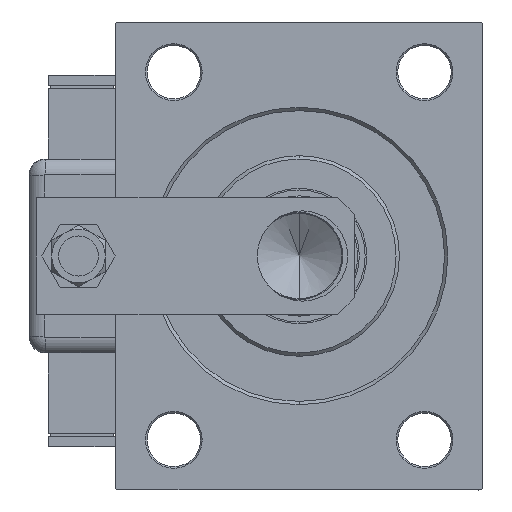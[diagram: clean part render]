
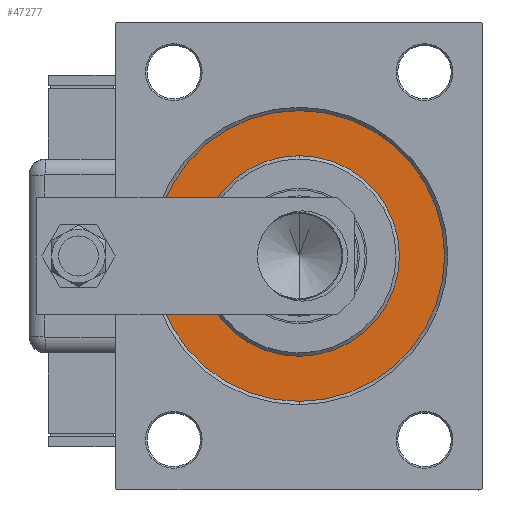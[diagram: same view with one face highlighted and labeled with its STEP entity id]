
A CAD part, left-side view. The second image highlights one B-rep face of the part: STEP entity #47277.
In plain terms, the highlighted face is planar.
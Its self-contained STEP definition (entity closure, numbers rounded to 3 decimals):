
#656 = CIRCLE ( 'NONE', #31246, 43.5 ) ;
#728 = FACE_OUTER_BOUND ( 'NONE', #3167, .T. ) ;
#1314 = CARTESIAN_POINT ( 'NONE',  ( 0., 0., 0. ) ) ;
#3167 = EDGE_LOOP ( 'NONE', ( #21308, #19121 ) ) ;
#3712 = CARTESIAN_POINT ( 'NONE',  ( 0., 0., 0. ) ) ;
#3952 = EDGE_CURVE ( 'NONE', #13065, #46485, #28695, .T. ) ;
#4135 = CARTESIAN_POINT ( 'NONE',  ( 0., 0., 0. ) ) ;
#5209 = DIRECTION ( 'NONE',  ( 0., 0., 1. ) ) ;
#6052 = CARTESIAN_POINT ( 'NONE',  ( 0., 0., 30. ) ) ;
#8306 = VERTEX_POINT ( 'NONE', #33610 ) ;
#10503 = CARTESIAN_POINT ( 'NONE',  ( 0., 0., -43.5 ) ) ;
#13065 = VERTEX_POINT ( 'NONE', #6052 ) ;
#14322 = DIRECTION ( 'NONE',  ( 0., 0., -1. ) ) ;
#15976 = EDGE_CURVE ( 'NONE', #46485, #13065, #33868, .T. ) ;
#16858 = CARTESIAN_POINT ( 'NONE',  ( 0., 0., 0. ) ) ;
#17189 = AXIS2_PLACEMENT_3D ( 'NONE', #16858, #30034, #34532 ) ;
#17578 = DIRECTION ( 'NONE',  ( 0., 0., 1. ) ) ;
#17820 = ORIENTED_EDGE ( 'NONE', *, *, #15976, .F. ) ;
#18996 = PLANE ( 'NONE',  #41207 ) ;
#19121 = ORIENTED_EDGE ( 'NONE', *, *, #23828, .F. ) ;
#21308 = ORIENTED_EDGE ( 'NONE', *, *, #46848, .F. ) ;
#23828 = EDGE_CURVE ( 'NONE', #8306, #51246, #656, .T. ) ;
#26187 = DIRECTION ( 'NONE',  ( -1., 0., 0. ) ) ;
#28569 = DIRECTION ( 'NONE',  ( -1., 0., 0. ) ) ;
#28695 = CIRCLE ( 'NONE', #17189, 30. ) ;
#30031 = ORIENTED_EDGE ( 'NONE', *, *, #3952, .F. ) ;
#30034 = DIRECTION ( 'NONE',  ( 1., 0., 0. ) ) ;
#31246 = AXIS2_PLACEMENT_3D ( 'NONE', #3712, #26187, #37176 ) ;
#31469 = EDGE_LOOP ( 'NONE', ( #30031, #17820 ) ) ;
#32775 = FACE_BOUND ( 'NONE', #31469, .T. ) ;
#33610 = CARTESIAN_POINT ( 'NONE',  ( 0., 0., 43.5 ) ) ;
#33868 = CIRCLE ( 'NONE', #52946, 30. ) ;
#34532 = DIRECTION ( 'NONE',  ( 0., 0., -1. ) ) ;
#35897 = DIRECTION ( 'NONE',  ( 1., 0., 0. ) ) ;
#37176 = DIRECTION ( 'NONE',  ( 0., 0., 1. ) ) ;
#40625 = CARTESIAN_POINT ( 'NONE',  ( 0., 0., 0. ) ) ;
#41071 = CARTESIAN_POINT ( 'NONE',  ( 0., 0., -30. ) ) ;
#41207 = AXIS2_PLACEMENT_3D ( 'NONE', #1314, #28569, #5209 ) ;
#45991 = CIRCLE ( 'NONE', #50771, 43.5 ) ;
#46485 = VERTEX_POINT ( 'NONE', #41071 ) ;
#46848 = EDGE_CURVE ( 'NONE', #51246, #8306, #45991, .T. ) ;
#47277 = ADVANCED_FACE ( 'NONE', ( #32775, #728 ), #18996, .F. ) ;
#50771 = AXIS2_PLACEMENT_3D ( 'NONE', #40625, #50784, #17578 ) ;
#50784 = DIRECTION ( 'NONE',  ( -1., 0., 0. ) ) ;
#51246 = VERTEX_POINT ( 'NONE', #10503 ) ;
#52946 = AXIS2_PLACEMENT_3D ( 'NONE', #4135, #35897, #14322 ) ;
